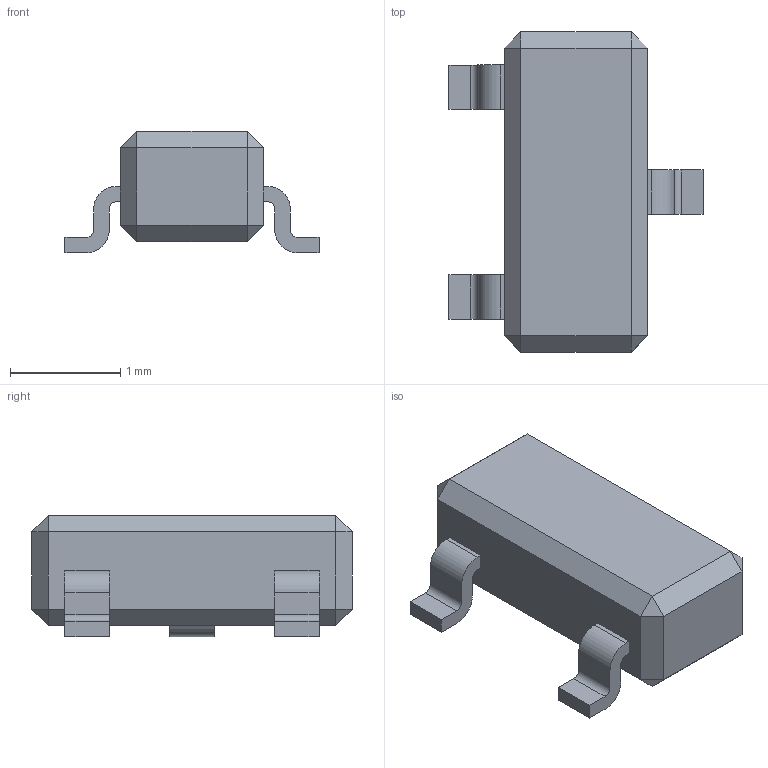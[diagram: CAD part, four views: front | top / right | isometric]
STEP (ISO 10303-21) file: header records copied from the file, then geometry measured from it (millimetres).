
FILE_DESCRIPTION(('Open CASCADE Model'),'2;1');
FILE_NAME('Open CASCADE Shape Model','2023-10-10T13:21:24',('Author'),('Open CASCADE'),'Open CASCADE STEP processor 7.7','Open CASCADE 7.7','Unknown');
FILE_SCHEMA(('AUTOMOTIVE_DESIGN { 1 0 10303 214 1 1 1 1 }'));
Length unit declared in the file: millimetre
Products named in the file (7): SOT23-3P95_230X110L50X40; body; body_part; lead-1; lead-1_part; lead-2; lead-3
Assembly tree (8 placements, depth 3):
  SOT23-3P95_230X110L50X40
    body
      body_part
    lead-1
      lead-1_part
    lead-2
      lead-1_part
    lead-3
      lead-1_part
Bounding box: 2.3 x 2.9 x 1.1 mm (x, y, z)
Volume: 3.8 mm3; surface area: 19.2 mm2
Topology: 4 solids, 4 shells, 68 faces, 156 edges, 96 vertices
Faces by surface type: plane 56, bspline 12
Entity records: 892 total; most frequent: CARTESIAN_POINT 144, ORIENTED_EDGE 140, EDGE_CURVE 84, LINE 72, DIRECTION 53, VERTEX_POINT 48, AXIS2_PLACEMENT_3D 40, ADVANCED_FACE 40
